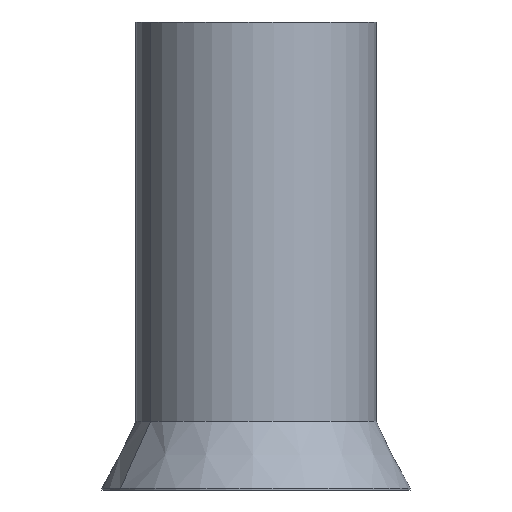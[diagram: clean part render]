
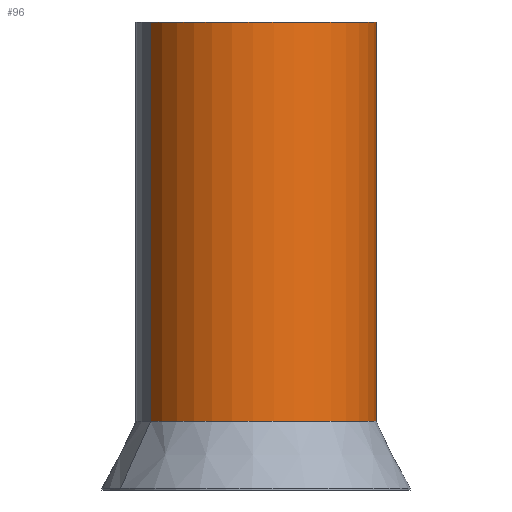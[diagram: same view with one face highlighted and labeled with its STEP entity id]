
A CAD part, left-side view. The second image highlights one B-rep face of the part: STEP entity #96.
In plain terms, the highlighted cylindrical face has radius 3.85 mm (diameter 7.7 mm), a partial arc.
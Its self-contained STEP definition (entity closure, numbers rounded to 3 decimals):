
#35=AXIS2_PLACEMENT_3D('Cylinder Axis2P3D',#32,#33,#34) ;
#82=AXIS2_PLACEMENT_3D('Circle Axis2P3D',#80,#81,$) ;
#87=AXIS2_PLACEMENT_3D('Circle Axis2P3D',#85,#86,$) ;
#32=CARTESIAN_POINT('Axis2P3D Location',(4.95,4.95,8.6)) ;
#41=CARTESIAN_POINT('Vertex',(6.796,1.571,15.)) ;
#43=CARTESIAN_POINT('Vertex',(3.104,8.329,15.)) ;
#46=CARTESIAN_POINT('Line Origine',(6.796,1.571,8.6)) ;
#50=CARTESIAN_POINT('Vertex',(6.796,1.571,2.2)) ;
#57=CARTESIAN_POINT('Vertex',(3.104,8.329,2.2)) ;
#60=CARTESIAN_POINT('Line Origine',(3.104,8.329,8.6)) ;
#80=CARTESIAN_POINT('Axis2P3D Location',(4.95,4.95,15.)) ;
#85=CARTESIAN_POINT('Axis2P3D Location',(4.95,4.95,2.2)) ;
#33=DIRECTION('Axis2P3D Direction',(0.,0.,1.)) ;
#34=DIRECTION('Axis2P3D XDirection',(0.479,-0.878,0.)) ;
#47=DIRECTION('Vector Direction',(0.,0.,1.)) ;
#61=DIRECTION('Vector Direction',(0.,0.,1.)) ;
#81=DIRECTION('Axis2P3D Direction',(0.,0.,1.)) ;
#86=DIRECTION('Axis2P3D Direction',(0.,0.,1.)) ;
#48=VECTOR('Line Direction',#47,1.) ;
#62=VECTOR('Line Direction',#61,1.) ;
#91=ORIENTED_EDGE('',*,*,#84,.F.) ;
#92=ORIENTED_EDGE('',*,*,#64,.T.) ;
#93=ORIENTED_EDGE('',*,*,#89,.T.) ;
#94=ORIENTED_EDGE('',*,*,#52,.F.) ;
#96=ADVANCED_FACE('S3D',(#95),#36,.T.) ;
#83=CIRCLE('generated circle',#82,3.85) ;
#88=CIRCLE('generated circle',#87,3.85) ;
#36=CYLINDRICAL_SURFACE('generated cylinder',#35,3.85) ;
#52=EDGE_CURVE('',#42,#51,#49,.F.) ;
#64=EDGE_CURVE('',#44,#58,#63,.F.) ;
#84=EDGE_CURVE('',#44,#42,#83,.T.) ;
#89=EDGE_CURVE('',#58,#51,#88,.T.) ;
#90=EDGE_LOOP('',(#91,#92,#93,#94)) ;
#95=FACE_OUTER_BOUND('',#90,.T.) ;
#49=LINE('Line',#46,#48) ;
#63=LINE('Line',#60,#62) ;
#42=VERTEX_POINT('',#41) ;
#44=VERTEX_POINT('',#43) ;
#51=VERTEX_POINT('',#50) ;
#58=VERTEX_POINT('',#57) ;
